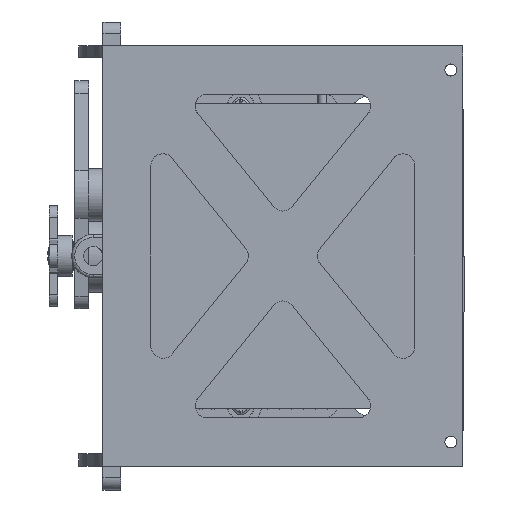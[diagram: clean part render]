
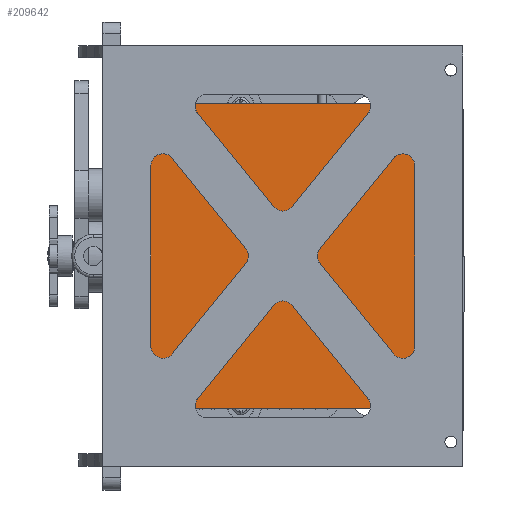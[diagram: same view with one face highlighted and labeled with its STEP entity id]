
A CAD part, left-side view. The second image highlights one B-rep face of the part: STEP entity #209642.
In plain terms, the highlighted free-form (B-spline) face has degree [1, 1] with [2, 2] control points.
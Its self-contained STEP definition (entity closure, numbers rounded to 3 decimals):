
#209613 = VERTEX_POINT('',#209614);
#209614 = CARTESIAN_POINT('',(-86.076,33.53,
    -31.778));
#209619 = EDGE_CURVE('',#209620,#209613,#209622,.T.);
#209620 = VERTEX_POINT('',#209621);
#209621 = CARTESIAN_POINT('',(-86.076,33.53,
    31.778));
#209622 = B_SPLINE_CURVE_WITH_KNOTS('',1,(#209623,#209624),
  .UNSPECIFIED.,.F.,.F.,(2,2),(-0.,50.8),.PIECEWISE_BEZIER_KNOTS.);
#209623 = CARTESIAN_POINT('',(-86.076,33.53,
    31.778));
#209624 = CARTESIAN_POINT('',(-86.076,33.53,
    -31.778));
#209642 = ADVANCED_FACE('',(#209643),#209665,.F.);
#209643 = FACE_BOUND('',#209644,.T.);
#209644 = EDGE_LOOP('',(#209645,#209652,#209659,#209664));
#209645 = ORIENTED_EDGE('',*,*,#209646,.T.);
#209646 = EDGE_CURVE('',#209613,#209647,#209649,.T.);
#209647 = VERTEX_POINT('',#209648);
#209648 = CARTESIAN_POINT('',(-86.076,-30.027,
    -31.778));
#209649 = B_SPLINE_CURVE_WITH_KNOTS('',1,(#209650,#209651),
  .UNSPECIFIED.,.F.,.F.,(2,2),(0.,50.8),
  .PIECEWISE_BEZIER_KNOTS.);
#209650 = CARTESIAN_POINT('',(-86.076,33.53,
    -31.778));
#209651 = CARTESIAN_POINT('',(-86.076,-30.027,
    -31.778));
#209652 = ORIENTED_EDGE('',*,*,#209653,.F.);
#209653 = EDGE_CURVE('',#209654,#209647,#209656,.T.);
#209654 = VERTEX_POINT('',#209655);
#209655 = CARTESIAN_POINT('',(-86.076,-30.027,
    31.778));
#209656 = B_SPLINE_CURVE_WITH_KNOTS('',1,(#209657,#209658),
  .UNSPECIFIED.,.F.,.F.,(2,2),(-0.,50.8),.PIECEWISE_BEZIER_KNOTS.);
#209657 = CARTESIAN_POINT('',(-86.076,-30.027,
    31.778));
#209658 = CARTESIAN_POINT('',(-86.076,-30.027,
    -31.778));
#209659 = ORIENTED_EDGE('',*,*,#209660,.F.);
#209660 = EDGE_CURVE('',#209620,#209654,#209661,.T.);
#209661 = B_SPLINE_CURVE_WITH_KNOTS('',1,(#209662,#209663),
  .UNSPECIFIED.,.F.,.F.,(2,2),(0.,50.8),
  .PIECEWISE_BEZIER_KNOTS.);
#209662 = CARTESIAN_POINT('',(-86.076,33.53,
    31.778));
#209663 = CARTESIAN_POINT('',(-86.076,-30.027,
    31.778));
#209664 = ORIENTED_EDGE('',*,*,#209619,.T.);
#209665 = B_SPLINE_SURFACE_WITH_KNOTS('',1,1,(
    (#209666,#209667)
    ,(#209668,#209669
  )),.UNSPECIFIED.,.F.,.F.,.F.,(2,2),(2,2),(-0.,50.8),(-50.8,
    0.),.PIECEWISE_BEZIER_KNOTS.);
#209666 = CARTESIAN_POINT('',(-86.076,-30.027,
    31.778));
#209667 = CARTESIAN_POINT('',(-86.076,33.53,
    31.778));
#209668 = CARTESIAN_POINT('',(-86.076,-30.027,
    -31.778));
#209669 = CARTESIAN_POINT('',(-86.076,33.53,
    -31.778));
